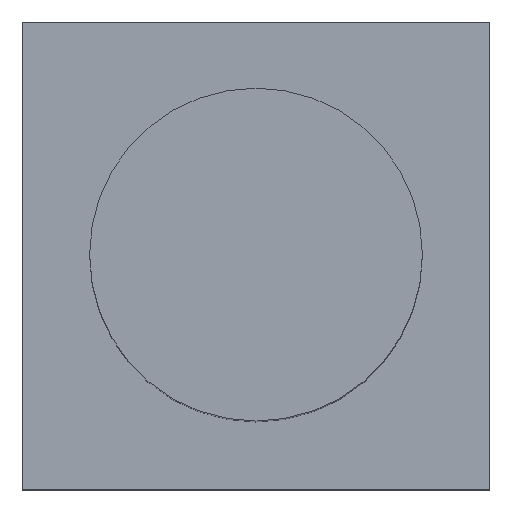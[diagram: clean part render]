
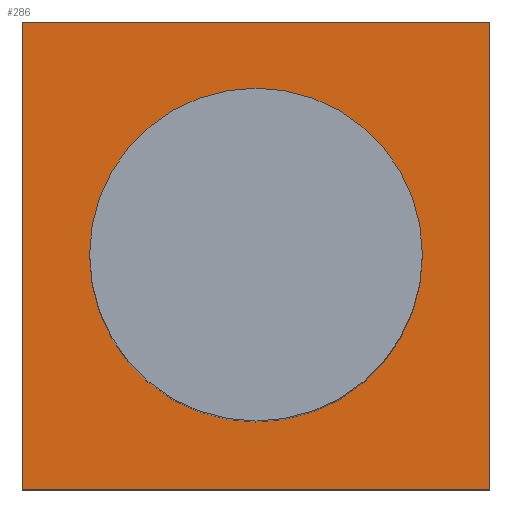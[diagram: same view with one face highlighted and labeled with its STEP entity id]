
A CAD part, top view. The second image highlights one B-rep face of the part: STEP entity #286.
In plain terms, the highlighted planar face has unit normal (0, 0, 1).
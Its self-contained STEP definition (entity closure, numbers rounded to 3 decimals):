
#117 = ORIENTED_EDGE ( 'NONE', *, *, #159, .F. ) ;
#136 = EDGE_LOOP ( 'NONE', ( #180, #117 ) ) ;
#159 = EDGE_CURVE ( 'NONE', #288, #189, #516, .T. ) ;
#178 = EDGE_CURVE ( 'NONE', #283, #253, #573, .T. ) ;
#180 = ORIENTED_EDGE ( 'NONE', *, *, #182, .F. ) ;
#181 = EDGE_CURVE ( 'NONE', #253, #285, #554, .T. ) ;
#182 = EDGE_CURVE ( 'NONE', #189, #288, #622, .T. ) ;
#183 = ORIENTED_EDGE ( 'NONE', *, *, #181, .T. ) ;
#189 = VERTEX_POINT ( 'NONE', #538 ) ;
#205 = EDGE_LOOP ( 'NONE', ( #280, #254, #282, #183 ) ) ;
#253 = VERTEX_POINT ( 'NONE', #577 ) ;
#254 = ORIENTED_EDGE ( 'NONE', *, *, #255, .T. ) ;
#255 = EDGE_CURVE ( 'NONE', #258, #283, #576, .T. ) ;
#258 = VERTEX_POINT ( 'NONE', #637 ) ;
#280 = ORIENTED_EDGE ( 'NONE', *, *, #284, .T. ) ;
#282 = ORIENTED_EDGE ( 'NONE', *, *, #178, .T. ) ;
#283 = VERTEX_POINT ( 'NONE', #641 ) ;
#284 = EDGE_CURVE ( 'NONE', #285, #258, #663, .T. ) ;
#285 = VERTEX_POINT ( 'NONE', #657 ) ;
#286 = ADVANCED_FACE ( 'NONE', ( #653, #581 ), #665, .T. ) ;
#288 = VERTEX_POINT ( 'NONE', #609 ) ;
#516 = CIRCLE ( 'NONE', #527, 2.85 ) ;
#517 = DIRECTION ( 'NONE',  ( 0., 0., 1. ) ) ;
#520 = DIRECTION ( 'NONE',  ( 1., 0., 0. ) ) ;
#526 = CARTESIAN_POINT ( 'NONE',  ( 36.192, 61.414, 8. ) ) ;
#527 = AXIS2_PLACEMENT_3D ( 'NONE', #526, #632, #631 ) ;
#538 = CARTESIAN_POINT ( 'NONE',  ( 33.342, 61.414, 8. ) ) ;
#547 = AXIS2_PLACEMENT_3D ( 'NONE', #555, #517, #520 ) ;
#551 = DIRECTION ( 'NONE',  ( 0., 1., 0. ) ) ;
#552 = VECTOR ( 'NONE', #551, 1000. ) ;
#553 = CARTESIAN_POINT ( 'NONE',  ( 40.192, 57.414, 8. ) ) ;
#554 = LINE ( 'NONE', #553, #552 ) ;
#555 = CARTESIAN_POINT ( 'NONE',  ( 36.192, 61.414, 8. ) ) ;
#573 = LINE ( 'NONE', #620, #619 ) ;
#576 = LINE ( 'NONE', #642, #643 ) ;
#577 = CARTESIAN_POINT ( 'NONE',  ( 40.192, 57.414, 8. ) ) ;
#581 = FACE_BOUND ( 'NONE', #136, .T. ) ;
#609 = CARTESIAN_POINT ( 'NONE',  ( 39.042, 61.414, 8. ) ) ;
#610 = DIRECTION ( 'NONE',  ( 1., 0., 0. ) ) ;
#611 = DIRECTION ( 'NONE',  ( 0., 0., 1. ) ) ;
#618 = DIRECTION ( 'NONE',  ( 1., 0., 0. ) ) ;
#619 = VECTOR ( 'NONE', #618, 1000. ) ;
#620 = CARTESIAN_POINT ( 'NONE',  ( 32.192, 57.414, 8. ) ) ;
#622 = CIRCLE ( 'NONE', #547, 2.85 ) ;
#631 = DIRECTION ( 'NONE',  ( 1., 0., 0. ) ) ;
#632 = DIRECTION ( 'NONE',  ( 0., 0., 1. ) ) ;
#637 = CARTESIAN_POINT ( 'NONE',  ( 32.192, 65.414, 8. ) ) ;
#641 = CARTESIAN_POINT ( 'NONE',  ( 32.192, 57.414, 8. ) ) ;
#642 = CARTESIAN_POINT ( 'NONE',  ( 32.192, 65.414, 8. ) ) ;
#643 = VECTOR ( 'NONE', #667, 1000. ) ;
#653 = FACE_OUTER_BOUND ( 'NONE', #205, .T. ) ;
#654 = DIRECTION ( 'NONE',  ( -1., 0., 0. ) ) ;
#655 = VECTOR ( 'NONE', #654, 1000. ) ;
#656 = CARTESIAN_POINT ( 'NONE',  ( 40.192, 65.414, 8. ) ) ;
#657 = CARTESIAN_POINT ( 'NONE',  ( 40.192, 65.414, 8. ) ) ;
#658 = AXIS2_PLACEMENT_3D ( 'NONE', #664, #611, #610 ) ;
#663 = LINE ( 'NONE', #656, #655 ) ;
#664 = CARTESIAN_POINT ( 'NONE',  ( 32.192, 65.414, 8. ) ) ;
#665 = PLANE ( 'NONE',  #658 ) ;
#667 = DIRECTION ( 'NONE',  ( 0., -1., 0. ) ) ;
